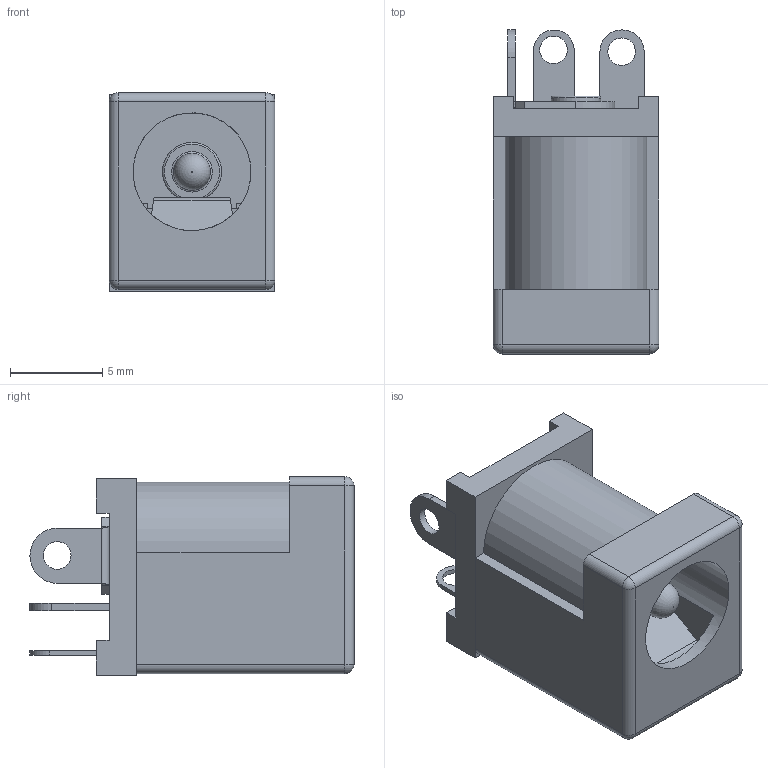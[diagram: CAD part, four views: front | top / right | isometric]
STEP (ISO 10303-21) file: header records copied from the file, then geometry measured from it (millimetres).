
FILE_DESCRIPTION(/* description */ ('Unknown'),/* implementation_level */ '2;1');
FILE_NAME(/* name */ '694106402002',/* time_stamp */ '2024-12-09T11:10:48+01:00',/* author */ ('Unknown'),/* organization */ ('Unknown'),/* preprocessor_version */ 'ST-DEVELOPER v19.4',/* originating_system */ 'Solid Edge',/* authorisation */ 'Unknown');
FILE_SCHEMA (('AUTOMOTIVE_DESIGN {1 0 10303 214 3 1 1}'));
Length unit declared in the file: millimetre
Products named in the file (7): 6941xx402002; 694106301002_PinContact; 6941xx402002_Back; 6941xx402002_PinContact2; 6941xx402002_PinLame; 6941xx402002_PinBis
Assembly tree (6 placements, depth 2):
  6941xx402002
    6941xx402002
    694106301002_PinContact
    6941xx402002_Back
    6941xx402002_PinContact2
    6941xx402002_PinLame
    6941xx402002_PinBis
Bounding box: 9 x 17.6 x 10.8 mm (x, y, z)
Volume: 755.3 mm3; surface area: 1740.5 mm2
Topology: 6 solids, 6 shells, 197 faces, 515 edges, 331 vertices
Faces by surface type: plane 137, cylinder 43, torus 8, sphere 4, bspline 4, cone 1
Full cylindrical faces by diameter (mm): 1.4 x1, 1.5 x3, 2 x5, 2.7 x1, 3.2 x2, 6.4 x1
Entity records: 6036 total; most frequent: CARTESIAN_POINT 1091, DIRECTION 963, ORIENTED_EDGE 960, EDGE_CURVE 480, LINE 377, VECTOR 377, VERTEX_POINT 323, AXIS2_PLACEMENT_3D 293
